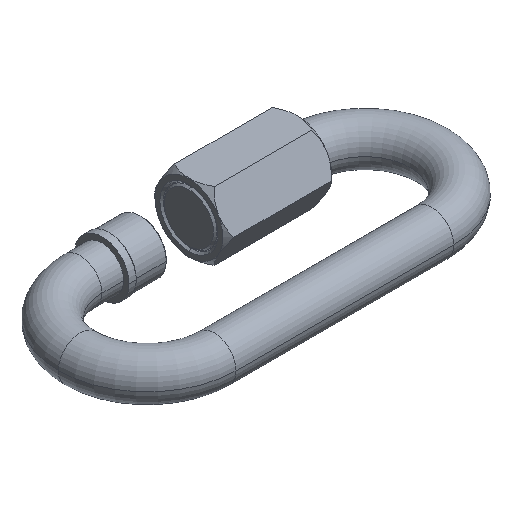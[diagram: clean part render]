
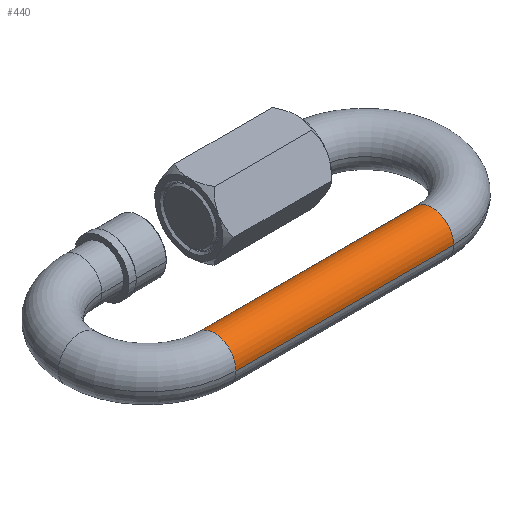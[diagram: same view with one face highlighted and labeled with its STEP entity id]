
A CAD part, isometric view. The second image highlights one B-rep face of the part: STEP entity #440.
In plain terms, the highlighted cylindrical face has radius 6 mm (diameter 12 mm), a partial arc.
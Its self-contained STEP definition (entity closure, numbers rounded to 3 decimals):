
#49 = CARTESIAN_POINT ( 'NONE',  ( 30., -12.5, 0. ) ) ;
#93 = CYLINDRICAL_SURFACE ( 'NONE', #768, 6. ) ;
#110 = VECTOR ( 'NONE', #572, 1000. ) ;
#201 = FACE_OUTER_BOUND ( 'NONE', #555, .T. ) ;
#250 = VERTEX_POINT ( 'NONE', #1176 ) ;
#303 = CARTESIAN_POINT ( 'NONE',  ( 30., -24.5, 0. ) ) ;
#381 = VECTOR ( 'NONE', #1187, 1000. ) ;
#405 = CARTESIAN_POINT ( 'NONE',  ( 30., -18.5, 0. ) ) ;
#440 = ADVANCED_FACE ( 'NONE', ( #201 ), #93, .T. ) ;
#473 = VERTEX_POINT ( 'NONE', #754 ) ;
#493 = LINE ( 'NONE', #581, #110 ) ;
#501 = DIRECTION ( 'NONE',  ( 0., 0., -1. ) ) ;
#505 = DIRECTION ( 'NONE',  ( -1., 0., 0. ) ) ;
#518 = DIRECTION ( 'NONE',  ( -1., 0., 0. ) ) ;
#549 = ORIENTED_EDGE ( 'NONE', *, *, #1336, .F. ) ;
#555 = EDGE_LOOP ( 'NONE', ( #1072, #598, #1347, #549 ) ) ;
#563 = VERTEX_POINT ( 'NONE', #49 ) ;
#572 = DIRECTION ( 'NONE',  ( -1., 0., 0. ) ) ;
#581 = CARTESIAN_POINT ( 'NONE',  ( 30., -12.5, 0. ) ) ;
#598 = ORIENTED_EDGE ( 'NONE', *, *, #1019, .T. ) ;
#649 = DIRECTION ( 'NONE',  ( -1., 0., 0. ) ) ;
#655 = LINE ( 'NONE', #303, #381 ) ;
#753 = DIRECTION ( 'NONE',  ( 0., -1., 0. ) ) ;
#754 = CARTESIAN_POINT ( 'NONE',  ( -30., -12.5, 0. ) ) ;
#768 = AXIS2_PLACEMENT_3D ( 'NONE', #1423, #649, #753 ) ;
#847 = VERTEX_POINT ( 'NONE', #945 ) ;
#945 = CARTESIAN_POINT ( 'NONE',  ( 30., -24.5, 0. ) ) ;
#981 = CIRCLE ( 'NONE', #1013, 6. ) ;
#1013 = AXIS2_PLACEMENT_3D ( 'NONE', #405, #518, #1311 ) ;
#1019 = EDGE_CURVE ( 'NONE', #563, #473, #493, .T. ) ;
#1040 = CARTESIAN_POINT ( 'NONE',  ( -30., -18.5, 0. ) ) ;
#1072 = ORIENTED_EDGE ( 'NONE', *, *, #1402, .T. ) ;
#1079 = AXIS2_PLACEMENT_3D ( 'NONE', #1040, #505, #501 ) ;
#1176 = CARTESIAN_POINT ( 'NONE',  ( -30., -24.5, 0. ) ) ;
#1186 = EDGE_CURVE ( 'NONE', #250, #473, #1255, .T. ) ;
#1187 = DIRECTION ( 'NONE',  ( -1., 0., 0. ) ) ;
#1255 = CIRCLE ( 'NONE', #1079, 6. ) ;
#1311 = DIRECTION ( 'NONE',  ( 0., 0., -1. ) ) ;
#1336 = EDGE_CURVE ( 'NONE', #847, #250, #655, .T. ) ;
#1347 = ORIENTED_EDGE ( 'NONE', *, *, #1186, .F. ) ;
#1402 = EDGE_CURVE ( 'NONE', #847, #563, #981, .T. ) ;
#1423 = CARTESIAN_POINT ( 'NONE',  ( 30., -18.5, 0. ) ) ;
